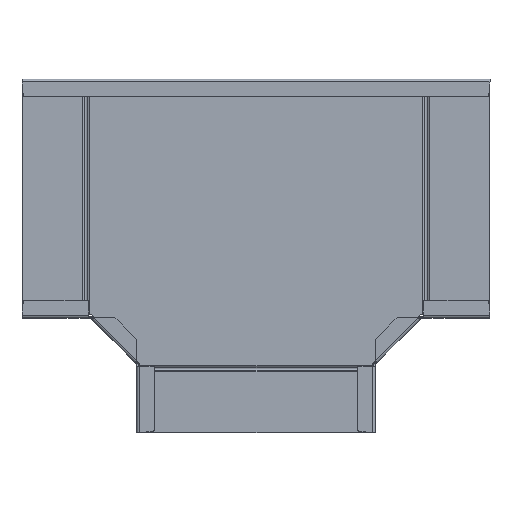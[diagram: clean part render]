
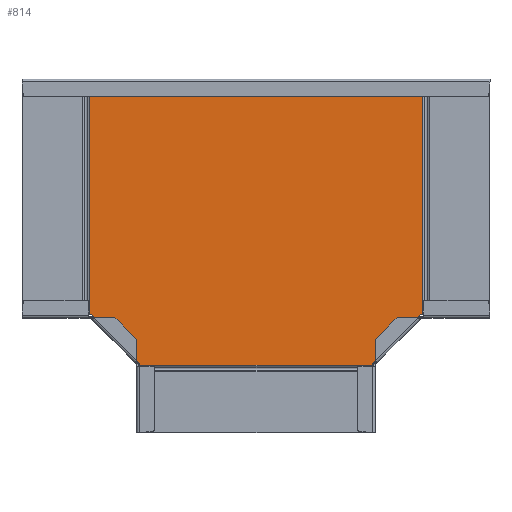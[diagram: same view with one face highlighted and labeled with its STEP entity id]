
A CAD part, top view. The second image highlights one B-rep face of the part: STEP entity #814.
In plain terms, the highlighted planar face has unit normal (0, 0, 1).
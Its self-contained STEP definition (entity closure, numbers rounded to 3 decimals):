
#147=DIRECTION('',(1.,0.,0.));
#148=VECTOR('',#147,284.543);
#149=CARTESIAN_POINT('',(-142.272,298.85,0.));
#150=LINE('',#149,#148);
#168=DIRECTION('',(0.,1.,0.));
#169=VECTOR('',#168,198.5);
#170=CARTESIAN_POINT('',(-142.272,100.35,0.));
#171=LINE('',#170,#169);
#172=DIRECTION('',(0.,1.,0.));
#173=VECTOR('',#172,1.972);
#174=CARTESIAN_POINT('',(99.25,57.328,0.));
#175=LINE('',#174,#173);
#176=DIRECTION('',(0.,-1.,0.));
#177=VECTOR('',#176,1.972);
#178=CARTESIAN_POINT('',(-99.25,59.3,0.));
#179=LINE('',#178,#177);
#180=DIRECTION('',(0.707,-0.707,0.));
#181=VECTOR('',#180,58.053);
#182=CARTESIAN_POINT('',(-140.3,100.35,0.));
#183=LINE('',#182,#181);
#184=DIRECTION('',(1.,0.,0.));
#185=VECTOR('',#184,1.972);
#186=CARTESIAN_POINT('',(-142.272,100.35,0.));
#187=LINE('',#186,#185);
#188=DIRECTION('',(1.,0.,0.));
#189=VECTOR('',#188,1.972);
#190=CARTESIAN_POINT('',(140.3,100.35,0.));
#191=LINE('',#190,#189);
#192=DIRECTION('',(0.707,0.707,0.));
#193=VECTOR('',#192,58.053);
#194=CARTESIAN_POINT('',(99.25,59.3,0.));
#195=LINE('',#194,#193);
#350=DIRECTION('',(0.,-1.,0.));
#351=VECTOR('',#350,198.5);
#352=CARTESIAN_POINT('',(142.272,298.85,0.));
#353=LINE('',#352,#351);
#444=DIRECTION('',(-1.,0.,0.));
#445=VECTOR('',#444,198.5);
#446=CARTESIAN_POINT('',(99.25,57.328,0.));
#447=LINE('',#446,#445);
#518=CARTESIAN_POINT('',(99.25,59.3,0.));
#519=VERTEX_POINT('',#518);
#520=CARTESIAN_POINT('',(99.25,57.328,0.));
#521=VERTEX_POINT('',#520);
#526=CARTESIAN_POINT('',(-99.25,59.3,0.));
#527=CARTESIAN_POINT('',(-99.25,57.328,0.));
#528=VERTEX_POINT('',#526);
#529=VERTEX_POINT('',#527);
#552=CARTESIAN_POINT('',(-140.3,100.35,0.));
#553=VERTEX_POINT('',#552);
#554=CARTESIAN_POINT('',(-142.272,100.35,0.));
#555=VERTEX_POINT('',#554);
#560=CARTESIAN_POINT('',(-142.272,298.85,0.));
#561=CARTESIAN_POINT('',(142.272,298.85,0.));
#562=VERTEX_POINT('',#560);
#563=VERTEX_POINT('',#561);
#586=CARTESIAN_POINT('',(140.3,100.35,0.));
#587=CARTESIAN_POINT('',(142.272,100.35,0.));
#588=VERTEX_POINT('',#586);
#589=VERTEX_POINT('',#587);
#790=CARTESIAN_POINT('',(-99.25,50.2,0.));
#791=DIRECTION('',(0.,0.,1.));
#792=DIRECTION('',(1.,0.,0.));
#793=AXIS2_PLACEMENT_3D('',#790,#791,#792);
#794=PLANE('',#793);
#796=ORIENTED_EDGE('',*,*,#795,.F.);
#798=ORIENTED_EDGE('',*,*,#797,.T.);
#800=ORIENTED_EDGE('',*,*,#799,.F.);
#802=ORIENTED_EDGE('',*,*,#801,.F.);
#803=ORIENTED_EDGE('',*,*,#633,.F.);
#804=ORIENTED_EDGE('',*,*,#784,.T.);
#805=ORIENTED_EDGE('',*,*,#744,.T.);
#807=ORIENTED_EDGE('',*,*,#806,.T.);
#809=ORIENTED_EDGE('',*,*,#808,.F.);
#811=ORIENTED_EDGE('',*,*,#810,.F.);
#812=EDGE_LOOP('',(#796,#798,#800,#802,#803,#804,#805,#807,#809,#811));
#813=FACE_OUTER_BOUND('',#812,.F.);
#814=ADVANCED_FACE('',(#813),#794,.T.);
#633=EDGE_CURVE('',#555,#553,#187,.T.);
#744=EDGE_CURVE('',#562,#563,#150,.T.);
#784=EDGE_CURVE('',#555,#562,#171,.T.);
#795=EDGE_CURVE('',#521,#519,#175,.T.);
#797=EDGE_CURVE('',#521,#529,#447,.T.);
#799=EDGE_CURVE('',#528,#529,#179,.T.);
#801=EDGE_CURVE('',#553,#528,#183,.T.);
#806=EDGE_CURVE('',#563,#589,#353,.T.);
#808=EDGE_CURVE('',#588,#589,#191,.T.);
#810=EDGE_CURVE('',#519,#588,#195,.T.);
